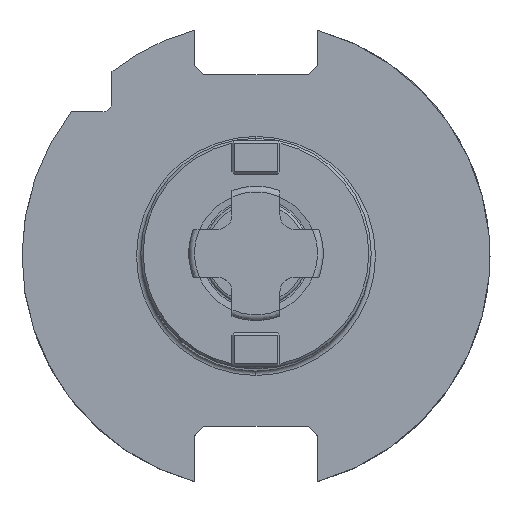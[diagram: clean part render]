
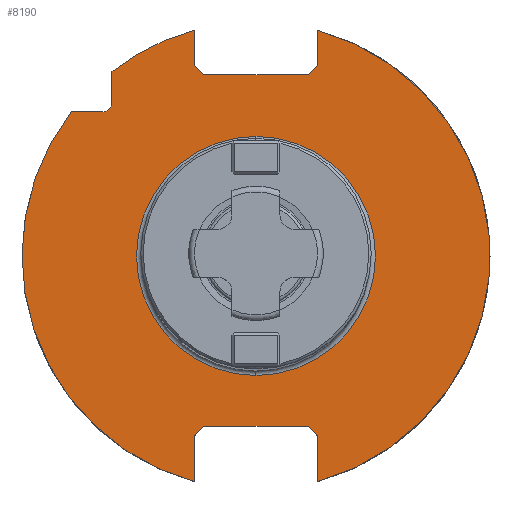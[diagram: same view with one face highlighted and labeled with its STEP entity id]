
A CAD part, top view. The second image highlights one B-rep face of the part: STEP entity #8190.
In plain terms, the highlighted planar face has unit normal (0, 0, 1).
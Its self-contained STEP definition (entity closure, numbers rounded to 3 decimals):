
#1528=CARTESIAN_POINT('',(0.,0.,19.1));
#1529=DIRECTION('',(0.,0.,1.));
#1530=DIRECTION('',(0.,-1.,0.));
#1531=AXIS2_PLACEMENT_3D('',#1528,#1529,#1530);
#1552=DIRECTION('',(0.,1.,0.));
#1553=VECTOR('',#1552,9.526);
#1554=CARTESIAN_POINT('',(12.85,-47.026,19.1));
#1555=LINE('',#1554,#1553);
#1559=DIRECTION('',(-0.707,0.707,0.));
#1560=VECTOR('',#1559,2.828);
#1561=CARTESIAN_POINT('',(12.85,-37.5,19.1));
#1562=LINE('',#1561,#1560);
#1566=DIRECTION('',(-1.,0.,0.));
#1567=VECTOR('',#1566,21.7);
#1568=CARTESIAN_POINT('',(10.85,-35.5,19.1));
#1569=LINE('',#1568,#1567);
#1573=DIRECTION('',(-0.707,-0.707,0.));
#1574=VECTOR('',#1573,2.828);
#1575=CARTESIAN_POINT('',(-10.85,-35.5,19.1));
#1576=LINE('',#1575,#1574);
#1580=DIRECTION('',(0.,-1.,0.));
#1581=VECTOR('',#1580,9.526);
#1582=CARTESIAN_POINT('',(-12.85,-37.5,19.1));
#1583=LINE('',#1582,#1581);
#1587=DIRECTION('',(1.,0.,0.));
#1588=VECTOR('',#1587,6.426);
#1589=CARTESIAN_POINT('',(-38.426,30.,19.1));
#1590=LINE('',#1589,#1588);
#1594=DIRECTION('',(0.,1.,0.));
#1595=VECTOR('',#1594,6.426);
#1596=CARTESIAN_POINT('',(-30.,32.,19.1));
#1597=LINE('',#1596,#1595);
#1601=DIRECTION('',(0.,-1.,0.));
#1602=VECTOR('',#1601,7.326);
#1603=CARTESIAN_POINT('',(-12.85,47.026,19.1));
#1604=LINE('',#1603,#1602);
#1608=DIRECTION('',(0.707,-0.707,0.));
#1609=VECTOR('',#1608,2.828);
#1610=CARTESIAN_POINT('',(-12.85,39.7,19.1));
#1611=LINE('',#1610,#1609);
#1615=DIRECTION('',(1.,0.,0.));
#1616=VECTOR('',#1615,21.7);
#1617=CARTESIAN_POINT('',(-10.85,37.7,19.1));
#1618=LINE('',#1617,#1616);
#1622=DIRECTION('',(0.707,0.707,0.));
#1623=VECTOR('',#1622,2.828);
#1624=CARTESIAN_POINT('',(10.85,37.7,19.1));
#1625=LINE('',#1624,#1623);
#1629=DIRECTION('',(0.,-1.,0.));
#1630=VECTOR('',#1629,7.326);
#1631=CARTESIAN_POINT('',(12.85,47.026,19.1));
#1632=LINE('',#1631,#1630);
#1636=CARTESIAN_POINT('',(0.,0.,19.1));
#1637=DIRECTION('',(0.,0.,1.));
#1638=DIRECTION('',(0.,1.,0.));
#1639=AXIS2_PLACEMENT_3D('',#1636,#1637,#1638);
#1923=CARTESIAN_POINT('',(0.,0.,19.1));
#1924=DIRECTION('',(0.,0.,1.));
#1925=DIRECTION('',(-0.264,0.965,0.));
#1926=AXIS2_PLACEMENT_3D('',#1923,#1924,#1925);
#1959=CARTESIAN_POINT('',(0.,0.,19.1));
#1960=DIRECTION('',(0.,0.,1.));
#1961=DIRECTION('',(0.264,-0.965,0.));
#1962=AXIS2_PLACEMENT_3D('',#1959,#1960,#1961);
#2029=CARTESIAN_POINT('',(0.,0.,19.1));
#2030=DIRECTION('',(0.,0.,1.));
#2031=DIRECTION('',(-0.788,0.615,0.));
#2032=AXIS2_PLACEMENT_3D('',#2029,#2030,#2031);
#3329=CARTESIAN_POINT('',(-32.,32.,19.1));
#3330=DIRECTION('',(0.,0.,-1.));
#3331=DIRECTION('',(1.,0.,0.));
#3332=AXIS2_PLACEMENT_3D('',#3329,#3330,#3331);
#6479=CARTESIAN_POINT('',(-30.,32.,19.1));
#6480=CARTESIAN_POINT('',(-32.,30.,19.1));
#6481=VERTEX_POINT('',#6479);
#6482=VERTEX_POINT('',#6480);
#6508=CARTESIAN_POINT('',(10.85,37.7,19.1));
#6510=VERTEX_POINT('',#6508);
#6512=CARTESIAN_POINT('',(12.85,39.7,19.1));
#6514=VERTEX_POINT('',#6512);
#6515=CARTESIAN_POINT('',(-10.85,37.7,19.1));
#6517=VERTEX_POINT('',#6515);
#6519=CARTESIAN_POINT('',(-12.85,39.7,19.1));
#6521=VERTEX_POINT('',#6519);
#6524=CARTESIAN_POINT('',(12.85,-37.5,19.1));
#6526=VERTEX_POINT('',#6524);
#6528=CARTESIAN_POINT('',(10.85,-35.5,19.1));
#6530=VERTEX_POINT('',#6528);
#6531=CARTESIAN_POINT('',(-12.85,-37.5,19.1));
#6533=VERTEX_POINT('',#6531);
#6535=CARTESIAN_POINT('',(-10.85,-35.5,19.1));
#6537=VERTEX_POINT('',#6535);
#6599=CARTESIAN_POINT('',(0.,24.9,19.1));
#6600=CARTESIAN_POINT('',(0.,-24.9,19.1));
#6601=VERTEX_POINT('',#6599);
#6602=VERTEX_POINT('',#6600);
#6607=CARTESIAN_POINT('',(-38.426,30.,19.1));
#6608=VERTEX_POINT('',#6607);
#6609=CARTESIAN_POINT('',(-30.,38.426,19.1));
#6610=VERTEX_POINT('',#6609);
#6637=CARTESIAN_POINT('',(12.85,47.026,19.1));
#6638=VERTEX_POINT('',#6637);
#6639=CARTESIAN_POINT('',(-12.85,47.026,19.1));
#6640=VERTEX_POINT('',#6639);
#6671=CARTESIAN_POINT('',(12.85,-47.026,19.1));
#6672=VERTEX_POINT('',#6671);
#6673=CARTESIAN_POINT('',(-12.85,-47.026,19.1));
#6674=VERTEX_POINT('',#6673);
#8146=CARTESIAN_POINT('',(0.,0.,19.1));
#8147=DIRECTION('',(0.,0.,1.));
#8148=DIRECTION('',(0.,1.,0.));
#8149=AXIS2_PLACEMENT_3D('',#8146,#8147,#8148);
#8150=PLANE('',#8149);
#8152=ORIENTED_EDGE('',*,*,#8151,.T.);
#8154=ORIENTED_EDGE('',*,*,#8153,.T.);
#8156=ORIENTED_EDGE('',*,*,#8155,.T.);
#8158=ORIENTED_EDGE('',*,*,#8157,.T.);
#8160=ORIENTED_EDGE('',*,*,#8159,.T.);
#8162=ORIENTED_EDGE('',*,*,#8161,.F.);
#8164=ORIENTED_EDGE('',*,*,#8163,.T.);
#8166=ORIENTED_EDGE('',*,*,#8165,.F.);
#8168=ORIENTED_EDGE('',*,*,#8167,.T.);
#8170=ORIENTED_EDGE('',*,*,#8169,.F.);
#8172=ORIENTED_EDGE('',*,*,#8171,.T.);
#8174=ORIENTED_EDGE('',*,*,#8173,.T.);
#8176=ORIENTED_EDGE('',*,*,#8175,.T.);
#8178=ORIENTED_EDGE('',*,*,#8177,.T.);
#8180=ORIENTED_EDGE('',*,*,#8179,.F.);
#8182=ORIENTED_EDGE('',*,*,#8181,.F.);
#8183=EDGE_LOOP('',(#8152,#8154,#8156,#8158,#8160,#8162,#8164,#8166,#8168,#8170,
#8172,#8174,#8176,#8178,#8180,#8182));
#8184=FACE_OUTER_BOUND('',#8183,.F.);
#8186=ORIENTED_EDGE('',*,*,#8185,.T.);
#8187=ORIENTED_EDGE('',*,*,#8136,.T.);
#8188=EDGE_LOOP('',(#8186,#8187));
#8189=FACE_BOUND('',#8188,.F.);
#1532=CIRCLE('',#1531,24.9);
#1640=CIRCLE('',#1639,24.9);
#1927=CIRCLE('',#1926,48.75);
#1963=CIRCLE('',#1962,48.75);
#2033=CIRCLE('',#2032,48.75);
#3333=CIRCLE('',#3332,2.);
#8136=EDGE_CURVE('',#6602,#6601,#1532,.T.);
#8151=EDGE_CURVE('',#6672,#6526,#1555,.T.);
#8153=EDGE_CURVE('',#6526,#6530,#1562,.T.);
#8155=EDGE_CURVE('',#6530,#6537,#1569,.T.);
#8157=EDGE_CURVE('',#6537,#6533,#1576,.T.);
#8159=EDGE_CURVE('',#6533,#6674,#1583,.T.);
#8161=EDGE_CURVE('',#6608,#6674,#2033,.T.);
#8163=EDGE_CURVE('',#6608,#6482,#1590,.T.);
#8165=EDGE_CURVE('',#6481,#6482,#3333,.T.);
#8167=EDGE_CURVE('',#6481,#6610,#1597,.T.);
#8169=EDGE_CURVE('',#6640,#6610,#1927,.T.);
#8171=EDGE_CURVE('',#6640,#6521,#1604,.T.);
#8173=EDGE_CURVE('',#6521,#6517,#1611,.T.);
#8175=EDGE_CURVE('',#6517,#6510,#1618,.T.);
#8177=EDGE_CURVE('',#6510,#6514,#1625,.T.);
#8179=EDGE_CURVE('',#6638,#6514,#1632,.T.);
#8181=EDGE_CURVE('',#6672,#6638,#1963,.T.);
#8185=EDGE_CURVE('',#6601,#6602,#1640,.T.);
#8190=ADVANCED_FACE('',(#8184,#8189),#8150,.T.);
